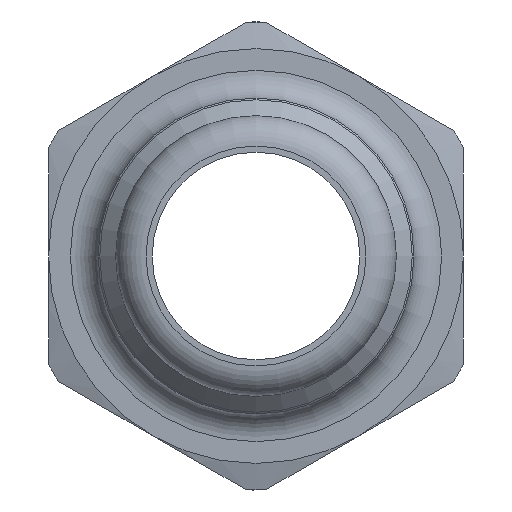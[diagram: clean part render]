
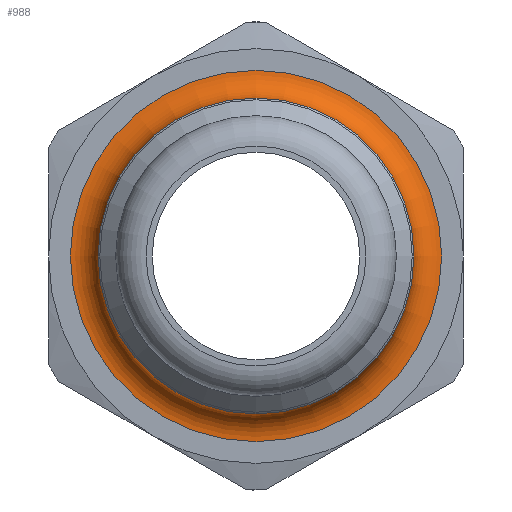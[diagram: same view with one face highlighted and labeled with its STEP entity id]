
A CAD part, left-side view. The second image highlights one B-rep face of the part: STEP entity #988.
In plain terms, the highlighted toroidal (fillet/blend) face has major radius 13.425 mm and minor radius 2 mm.
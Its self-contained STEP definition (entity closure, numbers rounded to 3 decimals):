
#961=CARTESIAN_POINT('',(30.1,0.0,0.0));
#962=DIRECTION('',(1.0,0.0,0.0));
#963=DIRECTION('',(0.0,0.0,-1.0));
#964=AXIS2_PLACEMENT_3D('',#961,#962,#963);
#965=TOROIDAL_SURFACE('',#964,13.425,2.0);
#966=CARTESIAN_POINT('',(30.1,11.425,0.0));
#967=VERTEX_POINT('',#966);
#968=CARTESIAN_POINT('',(30.1,0.0,0.0));
#969=DIRECTION('',(1.0,0.0,0.0));
#970=DIRECTION('',(0.0,-1.0,0.0));
#971=AXIS2_PLACEMENT_3D('',#968,#969,#970);
#972=CIRCLE('',#971,11.425);
#973=EDGE_CURVE('',#967,#967,#972,.T.);
#974=ORIENTED_EDGE('',*,*,#973,.T.);
#975=EDGE_LOOP('',(#974));
#976=FACE_OUTER_BOUND('',#975,.T.);
#977=CARTESIAN_POINT('',(32.1,13.425,0.));
#978=VERTEX_POINT('',#977);
#979=CARTESIAN_POINT('',(32.1,0.0,0.0));
#980=DIRECTION('',(-1.0,0.0,0.0));
#981=DIRECTION('',(0.0,-1.0,0.0));
#982=AXIS2_PLACEMENT_3D('',#979,#980,#981);
#983=CIRCLE('',#982,13.425);
#984=EDGE_CURVE('',#978,#978,#983,.T.);
#985=ORIENTED_EDGE('',*,*,#984,.T.);
#986=EDGE_LOOP('',(#985));
#987=FACE_BOUND('',#986,.T.);
#988=ADVANCED_FACE('',(#976,#987),#965,.F.);
